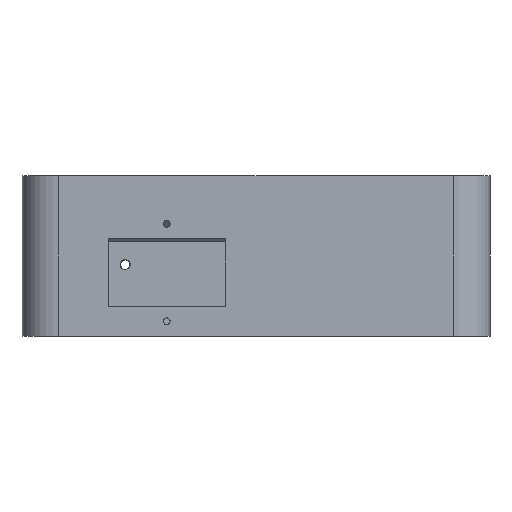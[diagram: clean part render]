
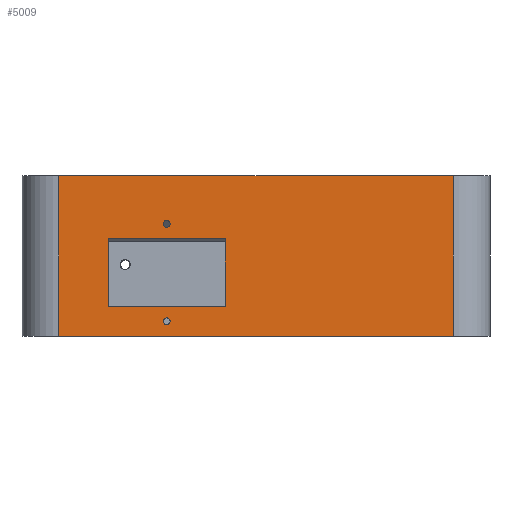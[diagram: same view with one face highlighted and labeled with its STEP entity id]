
A CAD part, front view. The second image highlights one B-rep face of the part: STEP entity #5009.
In plain terms, the highlighted planar face has unit normal (0, -1, 0).
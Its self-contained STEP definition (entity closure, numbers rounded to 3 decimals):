
#87=FACE_BOUND('',#855,.T.);
#88=FACE_BOUND('',#856,.T.);
#89=FACE_BOUND('',#857,.T.);
#236=CIRCLE('',#5398,1.4);
#237=CIRCLE('',#5399,1.4);
#541=FACE_OUTER_BOUND('',#854,.T.);
#854=EDGE_LOOP('',(#3771,#3772,#3773,#3774));
#855=EDGE_LOOP('',(#3775,#3776,#3777,#3778));
#856=EDGE_LOOP('',(#3779));
#857=EDGE_LOOP('',(#3780));
#1252=LINE('',#7700,#1762);
#1253=LINE('',#7704,#1763);
#1254=LINE('',#7705,#1764);
#1255=LINE('',#7706,#1765);
#1256=LINE('',#7709,#1766);
#1257=LINE('',#7711,#1767);
#1258=LINE('',#7713,#1768);
#1259=LINE('',#7714,#1769);
#1762=VECTOR('',#6221,10.);
#1763=VECTOR('',#6224,10.);
#1764=VECTOR('',#6225,10.);
#1765=VECTOR('',#6226,10.);
#1766=VECTOR('',#6227,10.);
#1767=VECTOR('',#6228,10.);
#1768=VECTOR('',#6229,10.);
#1769=VECTOR('',#6230,10.);
#2287=VERTEX_POINT('',#7696);
#2288=VERTEX_POINT('',#7698);
#2289=VERTEX_POINT('',#7702);
#2290=VERTEX_POINT('',#7703);
#2291=VERTEX_POINT('',#7707);
#2292=VERTEX_POINT('',#7708);
#2293=VERTEX_POINT('',#7710);
#2294=VERTEX_POINT('',#7712);
#2295=VERTEX_POINT('',#7715);
#2296=VERTEX_POINT('',#7717);
#2832=EDGE_CURVE('',#2288,#2287,#1252,.T.);
#2833=EDGE_CURVE('',#2289,#2290,#1253,.T.);
#2834=EDGE_CURVE('',#2287,#2289,#1254,.T.);
#2835=EDGE_CURVE('',#2288,#2290,#1255,.T.);
#2836=EDGE_CURVE('',#2291,#2292,#1256,.T.);
#2837=EDGE_CURVE('',#2292,#2293,#1257,.T.);
#2838=EDGE_CURVE('',#2293,#2294,#1258,.T.);
#2839=EDGE_CURVE('',#2294,#2291,#1259,.T.);
#2840=EDGE_CURVE('',#2295,#2295,#236,.T.);
#2841=EDGE_CURVE('',#2296,#2296,#237,.T.);
#3771=ORIENTED_EDGE('',*,*,#2833,.F.);
#3772=ORIENTED_EDGE('',*,*,#2834,.F.);
#3773=ORIENTED_EDGE('',*,*,#2832,.F.);
#3774=ORIENTED_EDGE('',*,*,#2835,.T.);
#3775=ORIENTED_EDGE('',*,*,#2836,.T.);
#3776=ORIENTED_EDGE('',*,*,#2837,.T.);
#3777=ORIENTED_EDGE('',*,*,#2838,.T.);
#3778=ORIENTED_EDGE('',*,*,#2839,.T.);
#3779=ORIENTED_EDGE('',*,*,#2840,.T.);
#3780=ORIENTED_EDGE('',*,*,#2841,.T.);
#4804=PLANE('',#5397);
#5009=ADVANCED_FACE('',(#541,#87,#88,#89),#4804,.T.);
#5397=AXIS2_PLACEMENT_3D('',#7701,#6222,#6223);
#5398=AXIS2_PLACEMENT_3D('',#7716,#6231,#6232);
#5399=AXIS2_PLACEMENT_3D('',#7718,#6233,#6234);
#6221=DIRECTION('',(0.,0.,1.));
#6222=DIRECTION('center_axis',(0.,-1.,0.));
#6223=DIRECTION('ref_axis',(1.,0.,0.));
#6224=DIRECTION('',(0.,0.,-1.));
#6225=DIRECTION('',(1.,0.,0.));
#6226=DIRECTION('',(1.,0.,0.));
#6227=DIRECTION('',(0.,0.,-1.));
#6228=DIRECTION('',(-1.,0.,0.));
#6229=DIRECTION('',(0.,0.,1.));
#6230=DIRECTION('',(1.,0.,0.));
#6231=DIRECTION('center_axis',(0.,1.,0.));
#6232=DIRECTION('ref_axis',(1.,0.,0.));
#6233=DIRECTION('center_axis',(0.,1.,0.));
#6234=DIRECTION('ref_axis',(1.,0.,0.));
#7696=CARTESIAN_POINT('',(15.,0.,65.));
#7698=CARTESIAN_POINT('',(15.,0.,0.));
#7700=CARTESIAN_POINT('',(15.,0.,0.));
#7701=CARTESIAN_POINT('Origin',(0.,0.,0.));
#7702=CARTESIAN_POINT('',(175.,0.,65.));
#7703=CARTESIAN_POINT('',(175.,0.,0.));
#7704=CARTESIAN_POINT('',(175.,0.,0.));
#7705=CARTESIAN_POINT('',(0.,0.,65.));
#7706=CARTESIAN_POINT('',(0.,0.,0.));
#7707=CARTESIAN_POINT('',(82.5,0.,39.5));
#7708=CARTESIAN_POINT('',(82.5,0.,12.));
#7709=CARTESIAN_POINT('',(82.5,0.,19.75));
#7710=CARTESIAN_POINT('',(35.,0.,12.));
#7711=CARTESIAN_POINT('',(41.25,0.,12.));
#7712=CARTESIAN_POINT('',(35.,0.,39.5));
#7713=CARTESIAN_POINT('',(35.,0.,6.));
#7714=CARTESIAN_POINT('',(17.5,0.,39.5));
#7715=CARTESIAN_POINT('',(57.35,0.,45.5));
#7716=CARTESIAN_POINT('Origin',(58.75,0.,45.5));
#7717=CARTESIAN_POINT('',(57.35,0.,6.));
#7718=CARTESIAN_POINT('Origin',(58.75,0.,6.));
